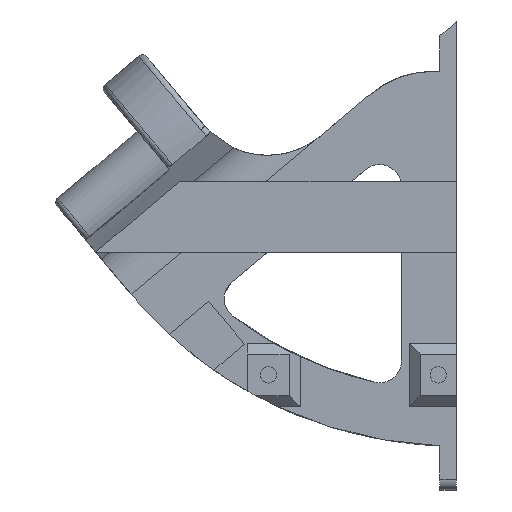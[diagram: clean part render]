
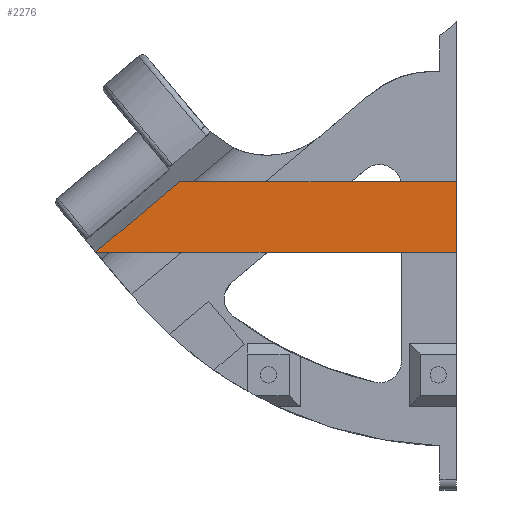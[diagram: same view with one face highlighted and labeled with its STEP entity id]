
A CAD part, left-side view. The second image highlights one B-rep face of the part: STEP entity #2276.
In plain terms, the highlighted planar face has unit normal (-1, 0, 0).
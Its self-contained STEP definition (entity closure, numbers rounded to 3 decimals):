
#43 = CARTESIAN_POINT ( 'NONE',  ( 0., 0., 12.856 ) ) ;
#113 = VERTEX_POINT ( 'NONE', #339 ) ;
#160 = VERTEX_POINT ( 'NONE', #3836 ) ;
#219 = FACE_OUTER_BOUND ( 'NONE', #2392, .T. ) ;
#234 = DIRECTION ( 'NONE',  ( 0., -0.766, 0.643 ) ) ;
#247 = CARTESIAN_POINT ( 'NONE',  ( 0., 0., 0. ) ) ;
#288 = ORIENTED_EDGE ( 'NONE', *, *, #3572, .F. ) ;
#339 = CARTESIAN_POINT ( 'NONE',  ( 0., 50.46, 12.856 ) ) ;
#418 = VECTOR ( 'NONE', #234, 1000. ) ;
#440 = CARTESIAN_POINT ( 'NONE',  ( 0., 0., 0. ) ) ;
#516 = LINE ( 'NONE', #2106, #418 ) ;
#981 = DIRECTION ( 'NONE',  ( 0., 1., 0. ) ) ;
#1315 = LINE ( 'NONE', #2842, #3097 ) ;
#1521 = AXIS2_PLACEMENT_3D ( 'NONE', #440, #2289, #2085 ) ;
#1711 = ORIENTED_EDGE ( 'NONE', *, *, #2230, .F. ) ;
#1815 = LINE ( 'NONE', #247, #4004 ) ;
#1867 = VERTEX_POINT ( 'NONE', #3159 ) ;
#1872 = LINE ( 'NONE', #43, #2171 ) ;
#2085 = DIRECTION ( 'NONE',  ( 0., 0., 1. ) ) ;
#2106 = CARTESIAN_POINT ( 'NONE',  ( 0., 50.46, 12.856 ) ) ;
#2171 = VECTOR ( 'NONE', #3117, 1000. ) ;
#2230 = EDGE_CURVE ( 'NONE', #113, #4047, #1872, .T. ) ;
#2276 = ADVANCED_FACE ( 'NONE', ( #219 ), #2972, .T. ) ;
#2289 = DIRECTION ( 'NONE',  ( -1., 0., 0. ) ) ;
#2333 = ORIENTED_EDGE ( 'NONE', *, *, #3952, .F. ) ;
#2392 = EDGE_LOOP ( 'NONE', ( #3429, #1711, #2333, #288 ) ) ;
#2842 = CARTESIAN_POINT ( 'NONE',  ( 0., 0., 0. ) ) ;
#2972 = PLANE ( 'NONE',  #1521 ) ;
#2992 = EDGE_CURVE ( 'NONE', #4047, #1867, #1815, .T. ) ;
#3097 = VECTOR ( 'NONE', #981, 1000. ) ;
#3117 = DIRECTION ( 'NONE',  ( 0., -1., 0. ) ) ;
#3159 = CARTESIAN_POINT ( 'NONE',  ( 0., 0., 0. ) ) ;
#3429 = ORIENTED_EDGE ( 'NONE', *, *, #2992, .F. ) ;
#3572 = EDGE_CURVE ( 'NONE', #1867, #160, #1315, .T. ) ;
#3664 = CARTESIAN_POINT ( 'NONE',  ( 0., 0., 12.856 ) ) ;
#3836 = CARTESIAN_POINT ( 'NONE',  ( 0., 65.78, 0. ) ) ;
#3952 = EDGE_CURVE ( 'NONE', #160, #113, #516, .T. ) ;
#4004 = VECTOR ( 'NONE', #4006, 1000. ) ;
#4006 = DIRECTION ( 'NONE',  ( 0., 0., -1. ) ) ;
#4047 = VERTEX_POINT ( 'NONE', #3664 ) ;
